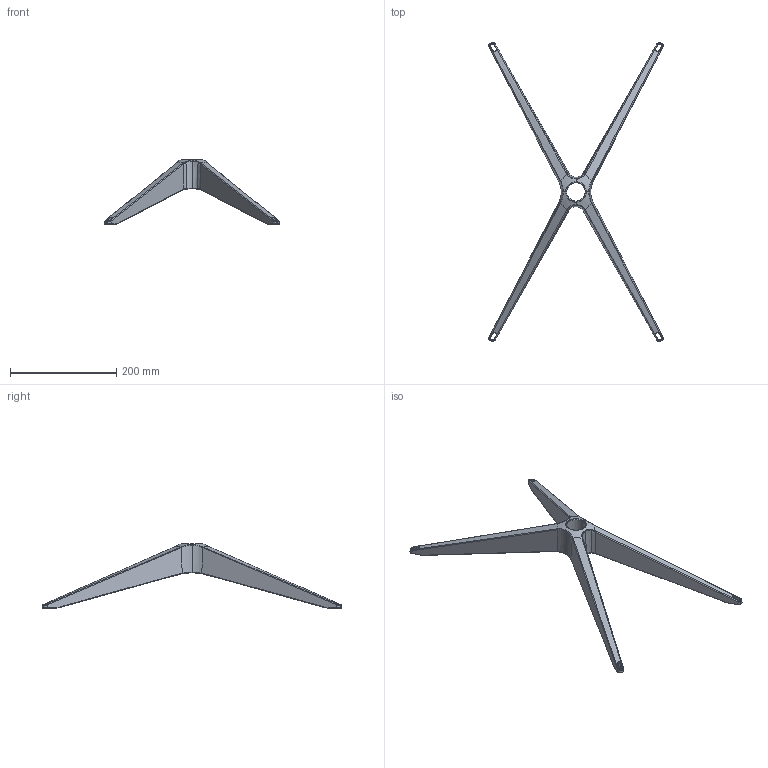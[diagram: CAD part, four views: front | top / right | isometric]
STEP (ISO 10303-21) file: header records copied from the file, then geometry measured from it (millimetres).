
FILE_DESCRIPTION(/* description */ (''),/* implementation_level */ '2;1');
FILE_NAME(/* name */ '427309_01_X_Frame.stp',/* time_stamp */ '2022-08-12T17:52:28-07:00',/* author */ (''),/* organization */ (''),/* preprocessor_version */ 'ST-DEVELOPER v18.102',/* originating_system */ 'SIEMENS PLM Software NX 2023',/* authorisation */ '');
FILE_SCHEMA (('AUTOMOTIVE_DESIGN { 1 0 10303 214 3 1 1 1 }'));
Length unit declared in the file: millimetre
Products named in the file (1): 01_objects
Bounding box: 327.86 x 562.26 x 121.68 mm (x, y, z)
Volume: 746945.9 mm3; surface area: 129116.7 mm2
Topology: 1 solids, 1 shells, 280 faces, 718 edges, 444 vertices
Faces by surface type: bspline 241, plane 21, cylinder 17, cone 1
Full cylindrical faces by diameter (mm): 34.5 x1
Entity records: 25945 total; most frequent: CARTESIAN_POINT 20908, ORIENTED_EDGE 1430, EDGE_CURVE 715, B_SPLINE_CURVE_WITH_KNOTS 489, DIRECTION 456, VERTEX_POINT 443, EDGE_LOOP 296, ADVANCED_FACE 280
